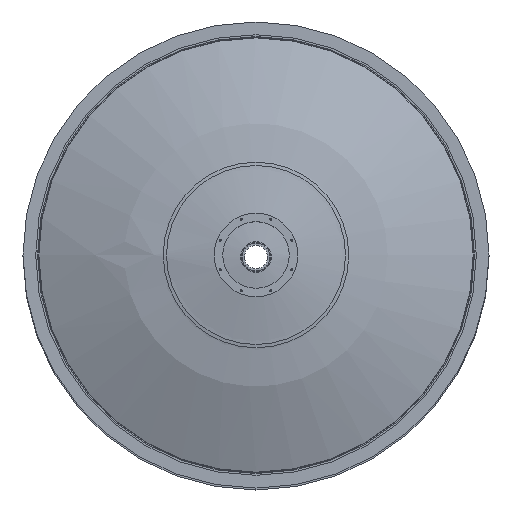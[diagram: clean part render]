
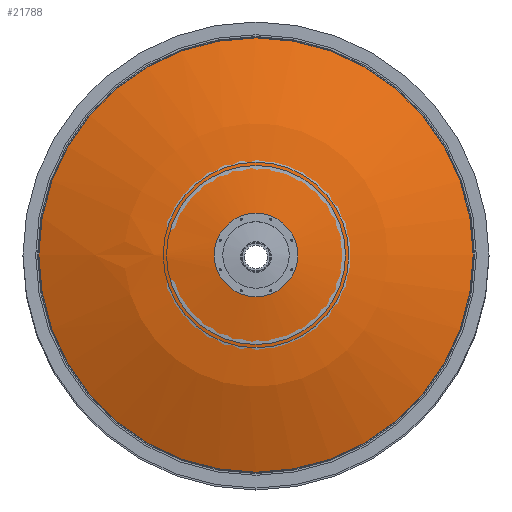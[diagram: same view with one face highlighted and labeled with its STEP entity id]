
A CAD part, top view. The second image highlights one B-rep face of the part: STEP entity #21788.
In plain terms, the highlighted spherical face has radius 3350.25 mm.
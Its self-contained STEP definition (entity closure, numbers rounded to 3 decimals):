
#1640=SPHERICAL_SURFACE('',#23132,3350.252);
#7106=FACE_OUTER_BOUND('',#9765,.T.);
#9765=EDGE_LOOP('',(#20735,#20736,#20737,#20738,#20739,#20740));
#9882=CIRCLE('',#21953,1407.5);
#9883=CIRCLE('',#21954,1407.5);
#10128=CIRCLE('',#23133,270.);
#10129=CIRCLE('',#23134,3350.252);
#10130=CIRCLE('',#23135,270.);
#11053=VERTEX_POINT('',#55444);
#11054=VERTEX_POINT('',#55445);
#12109=VERTEX_POINT('',#86104);
#12110=VERTEX_POINT('',#86105);
#13057=EDGE_CURVE('',#11053,#11054,#9882,.T.);
#13058=EDGE_CURVE('',#11054,#11053,#9883,.T.);
#14997=EDGE_CURVE('',#12109,#12110,#10128,.T.);
#14998=EDGE_CURVE('',#12110,#11054,#10129,.T.);
#14999=EDGE_CURVE('',#12110,#12109,#10130,.T.);
#20735=ORIENTED_EDGE('',*,*,#14997,.T.);
#20736=ORIENTED_EDGE('',*,*,#14998,.T.);
#20737=ORIENTED_EDGE('',*,*,#13057,.F.);
#20738=ORIENTED_EDGE('',*,*,#13058,.F.);
#20739=ORIENTED_EDGE('',*,*,#14998,.F.);
#20740=ORIENTED_EDGE('',*,*,#14999,.T.);
#21788=ADVANCED_FACE('',(#7106),#1640,.T.);
#21953=AXIS2_PLACEMENT_3D('',#55446,#23453,#23454);
#21954=AXIS2_PLACEMENT_3D('',#55447,#23455,#23456);
#23132=AXIS2_PLACEMENT_3D('',#86103,#26695,#26696);
#23133=AXIS2_PLACEMENT_3D('',#86106,#26697,#26698);
#23134=AXIS2_PLACEMENT_3D('',#86107,#26699,#26700);
#23135=AXIS2_PLACEMENT_3D('',#86108,#26701,#26702);
#23453=DIRECTION('center_axis',(0.,0.,-1.));
#23454=DIRECTION('ref_axis',(1.,0.,0.));
#23455=DIRECTION('center_axis',(0.,0.,-1.));
#23456=DIRECTION('ref_axis',(1.,0.,0.));
#26695=DIRECTION('center_axis',(0.,0.,1.));
#26696=DIRECTION('ref_axis',(1.,0.,0.));
#26697=DIRECTION('center_axis',(0.,0.,-1.));
#26698=DIRECTION('ref_axis',(0.,1.,0.));
#26699=DIRECTION('center_axis',(0.,-1.,0.));
#26700=DIRECTION('ref_axis',(-1.,0.,0.));
#26701=DIRECTION('center_axis',(0.,0.,-1.));
#26702=DIRECTION('ref_axis',(0.,1.,0.));
#55444=CARTESIAN_POINT('',(0.,1407.5,3590.));
#55445=CARTESIAN_POINT('',(-1407.5,0.,3590.));
#55446=CARTESIAN_POINT('Origin',(0.,0.,3590.));
#55447=CARTESIAN_POINT('Origin',(0.,0.,3590.));
#86103=CARTESIAN_POINT('Origin',(0.,0.,549.748));
#86104=CARTESIAN_POINT('',(0.,-270.,3889.102));
#86105=CARTESIAN_POINT('',(-270.,0.,3889.102));
#86106=CARTESIAN_POINT('Origin',(0.,0.,3889.102));
#86107=CARTESIAN_POINT('Origin',(0.,0.,549.748));
#86108=CARTESIAN_POINT('Origin',(0.,0.,3889.102));
